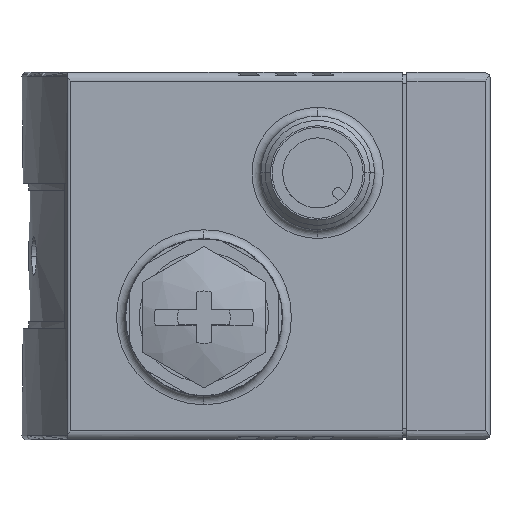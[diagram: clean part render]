
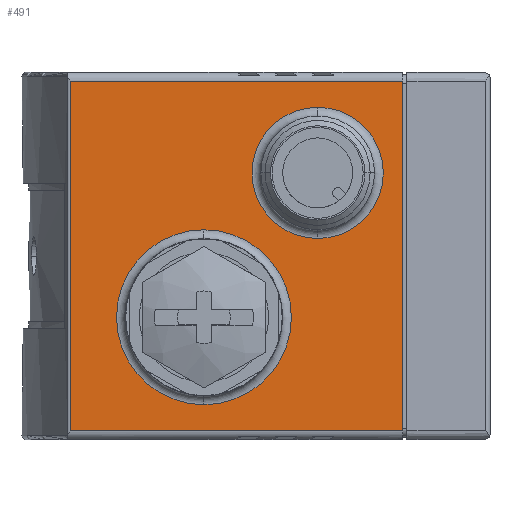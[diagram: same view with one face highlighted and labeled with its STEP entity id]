
A CAD part, front view. The second image highlights one B-rep face of the part: STEP entity #491.
In plain terms, the highlighted planar face has unit normal (0, -1, 0).
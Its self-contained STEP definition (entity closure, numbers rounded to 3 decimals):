
#491 = ADVANCED_FACE( '', ( #1292, #1293, #1294 ), #1295, .T. );
#1292 = FACE_BOUND( '', #2117, .T. );
#1293 = FACE_OUTER_BOUND( '', #2118, .T. );
#1294 = FACE_BOUND( '', #2119, .T. );
#1295 = PLANE( '', #2120 );
#2117 = EDGE_LOOP( '', ( #5150, #5151, #5152 ) );
#2118 = EDGE_LOOP( '', ( #5153, #5154, #5155, #5156 ) );
#2119 = EDGE_LOOP( '', ( #5157, #5158, #5159 ) );
#2120 = AXIS2_PLACEMENT_3D( '', #5160, #5161, #5162 );
#5150 = ORIENTED_EDGE( '', *, *, #6276, .T. );
#5151 = ORIENTED_EDGE( '', *, *, #5320, .T. );
#5152 = ORIENTED_EDGE( '', *, *, #6277, .T. );
#5153 = ORIENTED_EDGE( '', *, *, #5609, .T. );
#5154 = ORIENTED_EDGE( '', *, *, #6264, .T. );
#5155 = ORIENTED_EDGE( '', *, *, #5578, .T. );
#5156 = ORIENTED_EDGE( '', *, *, #5594, .F. );
#5157 = ORIENTED_EDGE( '', *, *, #6275, .F. );
#5158 = ORIENTED_EDGE( '', *, *, #6274, .F. );
#5159 = ORIENTED_EDGE( '', *, *, #5342, .F. );
#5160 = CARTESIAN_POINT( '', ( 9.7, 18.5, -30.5 ) );
#5161 = DIRECTION( '', ( 0., -1., 0. ) );
#5162 = DIRECTION( '', ( 1., 0., 0. ) );
#5320 = EDGE_CURVE( '', #6310, #6316, #6318, .T. );
#5342 = EDGE_CURVE( '', #6356, #6350, #6358, .T. );
#5578 = EDGE_CURVE( '', #6799, #6797, #6800, .T. );
#5594 = EDGE_CURVE( '', #6828, #6797, #6830, .T. );
#5609 = EDGE_CURVE( '', #6828, #6857, #6859, .T. );
#6264 = EDGE_CURVE( '', #6857, #6799, #7890, .T. );
#6274 = EDGE_CURVE( '', #6350, #7900, #7901, .T. );
#6275 = EDGE_CURVE( '', #7900, #6356, #7902, .T. );
#6276 = EDGE_CURVE( '', #7903, #6310, #7904, .T. );
#6277 = EDGE_CURVE( '', #6316, #7903, #7905, .T. );
#6310 = VERTEX_POINT( '', #7954 );
#6316 = VERTEX_POINT( '', #7960 );
#6318 = CIRCLE( '', #7962, 7.5 );
#6350 = VERTEX_POINT( '', #8004 );
#6356 = VERTEX_POINT( '', #8010 );
#6358 = CIRCLE( '', #8012, 10. );
#6797 = VERTEX_POINT( '', #8828 );
#6799 = VERTEX_POINT( '', #8839 );
#6800 = LINE( '', #8840, #8841 );
#6828 = VERTEX_POINT( '', #8876 );
#6830 = LINE( '', #8887, #8888 );
#6857 = VERTEX_POINT( '', #8922 );
#6859 = LINE( '', #8924, #8925 );
#7890 = LINE( '', #10567, #10568 );
#7900 = VERTEX_POINT( '', #10578 );
#7901 = CIRCLE( '', #10579, 10. );
#7902 = CIRCLE( '', #10580, 10. );
#7903 = VERTEX_POINT( '', #10581 );
#7904 = CIRCLE( '', #10582, 7.5 );
#7905 = CIRCLE( '', #10583, 7.5 );
#7954 = CARTESIAN_POINT( '', ( 0., 18.5, -7.5 ) );
#7960 = CARTESIAN_POINT( '', ( 0., 18.5, 7.5 ) );
#7962 = AXIS2_PLACEMENT_3D( '', #10667, #10668, #10669 );
#8004 = CARTESIAN_POINT( '', ( -13., 18.5, -26.5 ) );
#8010 = CARTESIAN_POINT( '', ( -13., 18.5, -6.5 ) );
#8012 = AXIS2_PLACEMENT_3D( '', #10713, #10714, #10715 );
#8828 = CARTESIAN_POINT( '', ( -28.274, 18.5, 10.5 ) );
#8839 = CARTESIAN_POINT( '', ( 9.7, 18.5, 10.5 ) );
#8840 = CARTESIAN_POINT( '', ( 29.85, 18.5, 10.5 ) );
#8841 = VECTOR( '', #11128, 1. );
#8876 = CARTESIAN_POINT( '', ( -28.274, 18.5, -29.5 ) );
#8887 = CARTESIAN_POINT( '', ( -28.274, 18.5, -30.5 ) );
#8888 = VECTOR( '', #11157, 1. );
#8922 = CARTESIAN_POINT( '', ( 9.7, 18.5, -29.5 ) );
#8924 = CARTESIAN_POINT( '', ( -9.287, 18.5, -29.5 ) );
#8925 = VECTOR( '', #11186, 1. );
#10567 = CARTESIAN_POINT( '', ( 9.7, 18.5, -30.5 ) );
#10568 = VECTOR( '', #12250, 1. );
#10578 = CARTESIAN_POINT( '', ( -3., 18.5, -16.5 ) );
#10579 = AXIS2_PLACEMENT_3D( '', #12278, #12279, #12280 );
#10580 = AXIS2_PLACEMENT_3D( '', #12281, #12282, #12283 );
#10581 = CARTESIAN_POINT( '', ( 7.5, 18.5, 0. ) );
#10582 = AXIS2_PLACEMENT_3D( '', #12284, #12285, #12286 );
#10583 = AXIS2_PLACEMENT_3D( '', #12287, #12288, #12289 );
#10667 = CARTESIAN_POINT( '', ( 0., 18.5, 0. ) );
#10668 = DIRECTION( '', ( 0., 1., 0. ) );
#10669 = DIRECTION( '', ( 1., 0., 0. ) );
#10713 = CARTESIAN_POINT( '', ( -13., 18.5, -16.5 ) );
#10714 = DIRECTION( '', ( 0., -1., 0. ) );
#10715 = DIRECTION( '', ( 0., 0., 1. ) );
#11128 = DIRECTION( '', ( -1., 0., 0. ) );
#11157 = DIRECTION( '', ( 0., 0., 1. ) );
#11186 = DIRECTION( '', ( 1., 0., 0. ) );
#12250 = DIRECTION( '', ( 0., 0., 1. ) );
#12278 = CARTESIAN_POINT( '', ( -13., 18.5, -16.5 ) );
#12279 = DIRECTION( '', ( 0., -1., 0. ) );
#12280 = DIRECTION( '', ( 0., 0., 1. ) );
#12281 = CARTESIAN_POINT( '', ( -13., 18.5, -16.5 ) );
#12282 = DIRECTION( '', ( 0., -1., 0. ) );
#12283 = DIRECTION( '', ( 0., 0., 1. ) );
#12284 = CARTESIAN_POINT( '', ( 0., 18.5, 0. ) );
#12285 = DIRECTION( '', ( 0., 1., 0. ) );
#12286 = DIRECTION( '', ( 1., 0., 0. ) );
#12287 = CARTESIAN_POINT( '', ( 0., 18.5, 0. ) );
#12288 = DIRECTION( '', ( 0., 1., 0. ) );
#12289 = DIRECTION( '', ( 1., 0., 0. ) );
